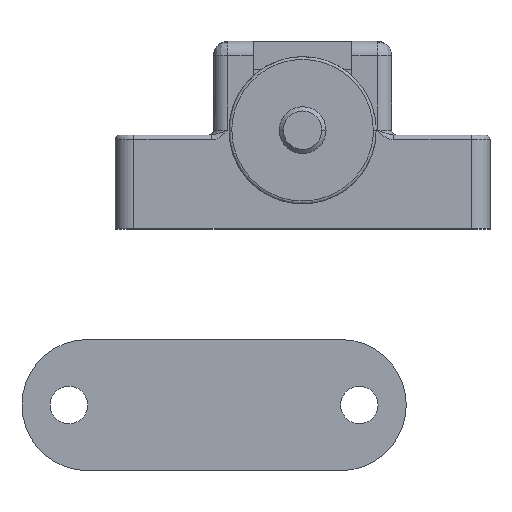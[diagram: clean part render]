
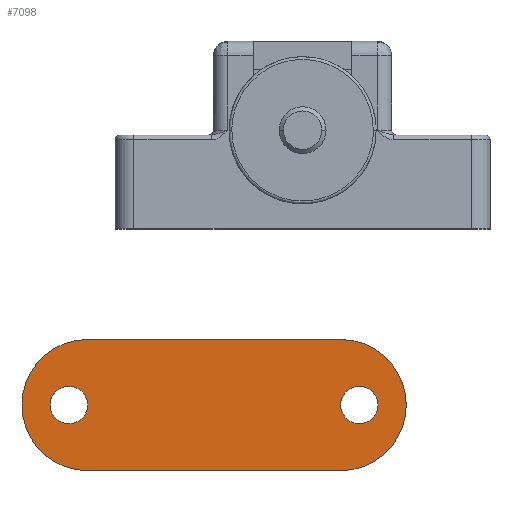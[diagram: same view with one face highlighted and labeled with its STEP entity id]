
A CAD part, top view. The second image highlights one B-rep face of the part: STEP entity #7098.
In plain terms, the highlighted planar face has unit normal (0, 0, 1).
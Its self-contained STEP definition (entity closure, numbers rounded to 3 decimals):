
#3 = DIRECTION ( 'NONE',  ( 0., 0., -1. ) ) ;
#19 = CARTESIAN_POINT ( 'NONE',  ( 4.056, -18.819, 28. ) ) ;
#32 = EDGE_LOOP ( 'NONE', ( #777, #1273 ) ) ;
#82 = ORIENTED_EDGE ( 'NONE', *, *, #2491, .F. ) ;
#138 = FACE_BOUND ( 'NONE', #6566, .T. ) ;
#164 = DIRECTION ( 'NONE',  ( -1., 0., 0. ) ) ;
#195 = DIRECTION ( 'NONE',  ( 0., 0., 1. ) ) ;
#198 = VERTEX_POINT ( 'NONE', #6108 ) ;
#215 = CARTESIAN_POINT ( 'NONE',  ( -24.944, -18.819, 28. ) ) ;
#440 = EDGE_LOOP ( 'NONE', ( #2415, #715, #4138, #2166, #2782 ) ) ;
#574 = AXIS2_PLACEMENT_3D ( 'NONE', #4216, #6337, #2291 ) ;
#620 = CARTESIAN_POINT ( 'NONE',  ( -22.944, -11.819, 28. ) ) ;
#690 = ORIENTED_EDGE ( 'NONE', *, *, #5531, .F. ) ;
#715 = ORIENTED_EDGE ( 'NONE', *, *, #5289, .F. ) ;
#777 = ORIENTED_EDGE ( 'NONE', *, *, #901, .F. ) ;
#807 = VERTEX_POINT ( 'NONE', #5416 ) ;
#839 = DIRECTION ( 'NONE',  ( 1., 0., 0. ) ) ;
#845 = DIRECTION ( 'NONE',  ( 0., 0., -1. ) ) ;
#866 = CARTESIAN_POINT ( 'NONE',  ( -22.944, -18.819, 28. ) ) ;
#901 = EDGE_CURVE ( 'NONE', #1525, #2031, #1685, .T. ) ;
#1096 = VERTEX_POINT ( 'NONE', #2387 ) ;
#1273 = ORIENTED_EDGE ( 'NONE', *, *, #2952, .F. ) ;
#1487 = DIRECTION ( 'NONE',  ( 1., 0., 0. ) ) ;
#1525 = VERTEX_POINT ( 'NONE', #6142 ) ;
#1631 = VERTEX_POINT ( 'NONE', #6927 ) ;
#1685 = CIRCLE ( 'NONE', #5772, 2. ) ;
#1739 = CARTESIAN_POINT ( 'NONE',  ( 8.056, -18.819, 28. ) ) ;
#1843 = AXIS2_PLACEMENT_3D ( 'NONE', #866, #845, #839 ) ;
#1919 = DIRECTION ( 'NONE',  ( -1., 0., 0. ) ) ;
#2031 = VERTEX_POINT ( 'NONE', #1739 ) ;
#2037 = CIRCLE ( 'NONE', #1843, 7. ) ;
#2166 = ORIENTED_EDGE ( 'NONE', *, *, #2193, .F. ) ;
#2168 = DIRECTION ( 'NONE',  ( -1., 0., 0. ) ) ;
#2175 = DIRECTION ( 'NONE',  ( 1., 0., 0. ) ) ;
#2188 = DIRECTION ( 'NONE',  ( 0., 0., 1. ) ) ;
#2193 = EDGE_CURVE ( 'NONE', #1096, #4203, #3079, .T. ) ;
#2195 = CARTESIAN_POINT ( 'NONE',  ( 6.056, -18.819, 28. ) ) ;
#2291 = DIRECTION ( 'NONE',  ( -1., 0., 0. ) ) ;
#2349 = CARTESIAN_POINT ( 'NONE',  ( 4.056, -25.819, 28. ) ) ;
#2387 = CARTESIAN_POINT ( 'NONE',  ( 11.056, -18.819, 28. ) ) ;
#2415 = ORIENTED_EDGE ( 'NONE', *, *, #6548, .F. ) ;
#2459 = FACE_OUTER_BOUND ( 'NONE', #440, .T. ) ;
#2491 = EDGE_CURVE ( 'NONE', #3249, #198, #4655, .T. ) ;
#2685 = DIRECTION ( 'NONE',  ( 0., 0., -1. ) ) ;
#2711 = CARTESIAN_POINT ( 'NONE',  ( 4.056, -18.819, 28. ) ) ;
#2782 = ORIENTED_EDGE ( 'NONE', *, *, #5430, .F. ) ;
#2946 = PLANE ( 'NONE',  #3090 ) ;
#2952 = EDGE_CURVE ( 'NONE', #2031, #1525, #5990, .T. ) ;
#2973 = DIRECTION ( 'NONE',  ( 0., 0., -1. ) ) ;
#3018 = LINE ( 'NONE', #6418, #6530 ) ;
#3079 = CIRCLE ( 'NONE', #5793, 7. ) ;
#3090 = AXIS2_PLACEMENT_3D ( 'NONE', #6343, #2973, #6922 ) ;
#3249 = VERTEX_POINT ( 'NONE', #6081 ) ;
#3341 = VERTEX_POINT ( 'NONE', #620 ) ;
#4096 = CIRCLE ( 'NONE', #7357, 7. ) ;
#4138 = ORIENTED_EDGE ( 'NONE', *, *, #5692, .F. ) ;
#4203 = VERTEX_POINT ( 'NONE', #6183 ) ;
#4216 = CARTESIAN_POINT ( 'NONE',  ( -24.944, -18.819, 28. ) ) ;
#4425 = DIRECTION ( 'NONE',  ( -1., 0., 0. ) ) ;
#4646 = CARTESIAN_POINT ( 'NONE',  ( 6.056, -18.819, 28. ) ) ;
#4655 = CIRCLE ( 'NONE', #7320, 2. ) ;
#4656 = DIRECTION ( 'NONE',  ( 0., 0., 1. ) ) ;
#5180 = AXIS2_PLACEMENT_3D ( 'NONE', #2195, #2188, #2168 ) ;
#5289 = EDGE_CURVE ( 'NONE', #1631, #3341, #2037, .T. ) ;
#5416 = CARTESIAN_POINT ( 'NONE',  ( 4.056, -11.819, 28. ) ) ;
#5430 = EDGE_CURVE ( 'NONE', #807, #1096, #4096, .T. ) ;
#5531 = EDGE_CURVE ( 'NONE', #198, #3249, #5657, .T. ) ;
#5657 = CIRCLE ( 'NONE', #574, 2. ) ;
#5692 = EDGE_CURVE ( 'NONE', #4203, #1631, #6535, .T. ) ;
#5772 = AXIS2_PLACEMENT_3D ( 'NONE', #4646, #4656, #4425 ) ;
#5793 = AXIS2_PLACEMENT_3D ( 'NONE', #2711, #2685, #2175 ) ;
#5982 = FACE_BOUND ( 'NONE', #32, .T. ) ;
#5990 = CIRCLE ( 'NONE', #5180, 2. ) ;
#6081 = CARTESIAN_POINT ( 'NONE',  ( -22.944, -18.819, 28. ) ) ;
#6108 = CARTESIAN_POINT ( 'NONE',  ( -26.944, -18.819, 28. ) ) ;
#6142 = CARTESIAN_POINT ( 'NONE',  ( 4.056, -18.819, 28. ) ) ;
#6183 = CARTESIAN_POINT ( 'NONE',  ( 4.056, -25.819, 28. ) ) ;
#6337 = DIRECTION ( 'NONE',  ( 0., 0., 1. ) ) ;
#6343 = CARTESIAN_POINT ( 'NONE',  ( 4.056, -18.819, 28. ) ) ;
#6418 = CARTESIAN_POINT ( 'NONE',  ( 4.056, -11.819, 28. ) ) ;
#6530 = VECTOR ( 'NONE', #6868, 1000. ) ;
#6535 = LINE ( 'NONE', #2349, #6717 ) ;
#6548 = EDGE_CURVE ( 'NONE', #3341, #807, #3018, .T. ) ;
#6566 = EDGE_LOOP ( 'NONE', ( #690, #82 ) ) ;
#6717 = VECTOR ( 'NONE', #1919, 1000. ) ;
#6868 = DIRECTION ( 'NONE',  ( 1., 0., 0. ) ) ;
#6922 = DIRECTION ( 'NONE',  ( 0., 1., 0. ) ) ;
#6927 = CARTESIAN_POINT ( 'NONE',  ( -22.944, -25.819, 28. ) ) ;
#7098 = ADVANCED_FACE ( 'NONE', ( #2459, #138, #5982 ), #2946, .F. ) ;
#7320 = AXIS2_PLACEMENT_3D ( 'NONE', #215, #195, #164 ) ;
#7357 = AXIS2_PLACEMENT_3D ( 'NONE', #19, #3, #1487 ) ;
